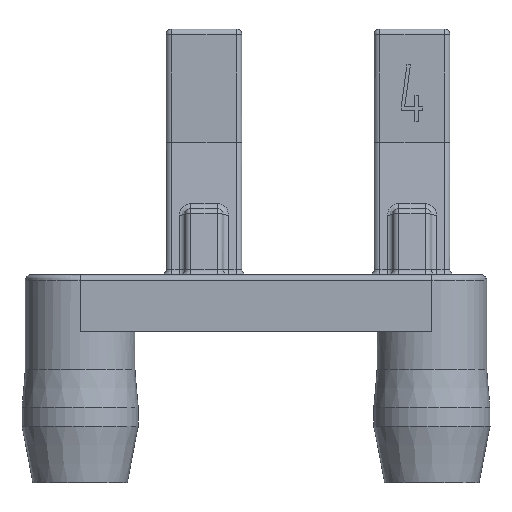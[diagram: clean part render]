
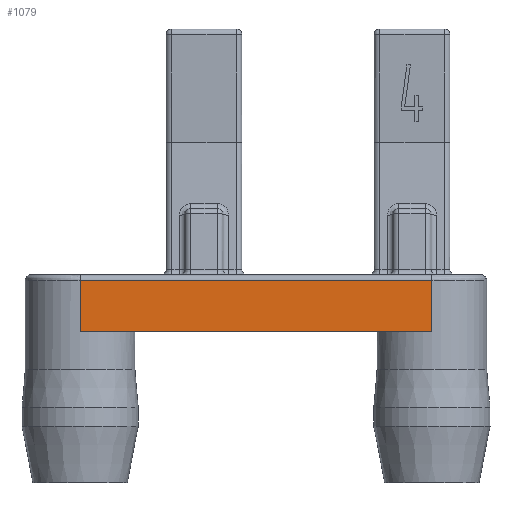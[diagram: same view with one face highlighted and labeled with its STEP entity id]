
A CAD part, front view. The second image highlights one B-rep face of the part: STEP entity #1079.
In plain terms, the highlighted planar face has unit normal (0, -1, 0).
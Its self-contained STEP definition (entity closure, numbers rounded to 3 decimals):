
#771=FACE_OUTER_BOUND('',#2470,.T.);
#1079=ADVANCED_FACE('',(#771),#1324,.T.);
#1324=PLANE('',#5391);
#1477=LINE('',#7047,#1946);
#1609=LINE('',#7507,#2078);
#1610=LINE('',#7510,#2079);
#1611=LINE('',#7511,#2080);
#1946=VECTOR('',#5732,1.);
#2078=VECTOR('',#6018,1.);
#2079=VECTOR('',#6019,1.);
#2080=VECTOR('',#6020,1.);
#2470=EDGE_LOOP('',(#2987,#2988,#2989,#2990));
#2987=ORIENTED_EDGE('',*,*,#4639,.T.);
#2988=ORIENTED_EDGE('',*,*,#4640,.F.);
#2989=ORIENTED_EDGE('',*,*,#4445,.F.);
#2990=ORIENTED_EDGE('',*,*,#4641,.T.);
#4035=VERTEX_POINT('',#7046);
#4036=VERTEX_POINT('',#7048);
#4197=VERTEX_POINT('',#7508);
#4198=VERTEX_POINT('',#7509);
#4445=EDGE_CURVE('',#4035,#4036,#1477,.T.);
#4639=EDGE_CURVE('',#4197,#4198,#1609,.T.);
#4640=EDGE_CURVE('',#4036,#4198,#1610,.T.);
#4641=EDGE_CURVE('',#4035,#4197,#1611,.T.);
#5391=AXIS2_PLACEMENT_3D('',#7512,#6021,#6022);
#5732=DIRECTION('',(-1.,0.,0.));
#6018=DIRECTION('',(-1.,0.,0.));
#6019=DIRECTION('',(0.,0.,1.));
#6020=DIRECTION('',(0.,0.,1.));
#6021=DIRECTION('',(0.,-1.,0.));
#6022=DIRECTION('',(1.,0.,0.));
#7046=CARTESIAN_POINT('',(21.5,0.,0.));
#7047=CARTESIAN_POINT('',(21.5,0.,0.));
#7048=CARTESIAN_POINT('',(2.9,0.,0.));
#7507=CARTESIAN_POINT('',(21.5,0.,2.7));
#7508=CARTESIAN_POINT('',(21.5,0.,2.7));
#7509=CARTESIAN_POINT('',(2.9,0.,2.7));
#7510=CARTESIAN_POINT('',(2.9,0.,0.));
#7511=CARTESIAN_POINT('',(21.5,0.,0.));
#7512=CARTESIAN_POINT('',(2.9,0.,0.));
